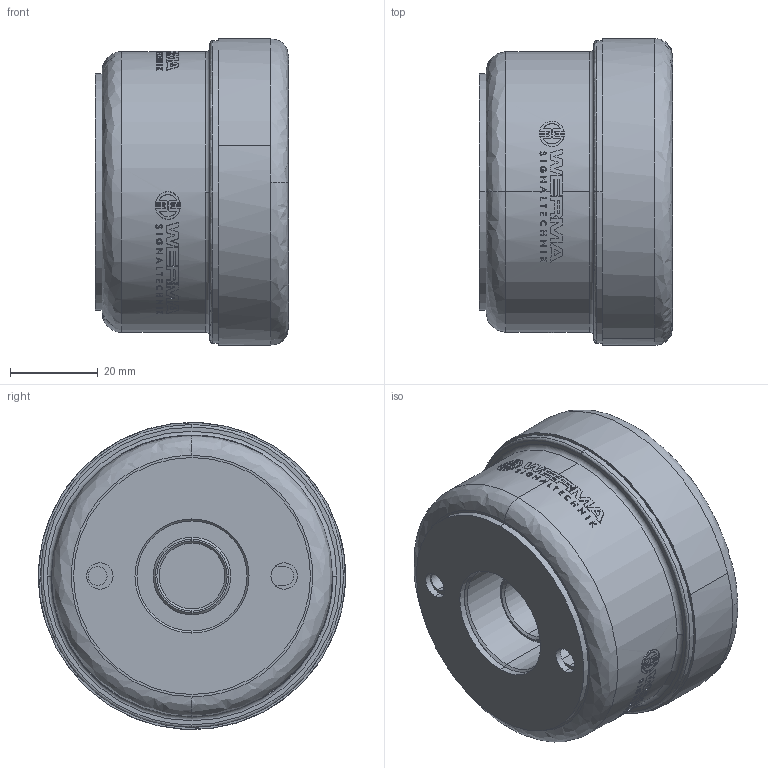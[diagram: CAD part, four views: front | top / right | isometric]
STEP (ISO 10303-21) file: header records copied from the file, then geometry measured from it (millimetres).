
FILE_DESCRIPTION (( 'STEP AP214' ), '1' );
FILE_NAME ('64082000.step', '2016-03-14T14:11:39', ( '' ), ( '' ), 'SwSTEP 2.0', 'SolidWorks 2015', '' );
FILE_SCHEMA (( 'AUTOMOTIVE_DESIGN' ));
Length unit declared in the file: inch
Products named in the file (1): 64082000
Bounding box: 44 x 69.94 x 69.94 mm (x, y, z)
Volume: 115905.9 mm3; surface area: 33661.8 mm2
Topology: 2 solids, 2 shells, 1069 faces, 2867 edges, 1904 vertices
Faces by surface type: plane 732, cylinder 315, bspline 10, cone 8, torus 4
Entity records: 50433 total; most frequent: CARTESIAN_POINT 10480, ORIENTED_EDGE 5734, DIRECTION 5017, EDGE_CURVE 2867, VERTEX_POINT 1904, VECTOR 1683, LINE 1683, AXIS2_PLACEMENT_3D 1667
